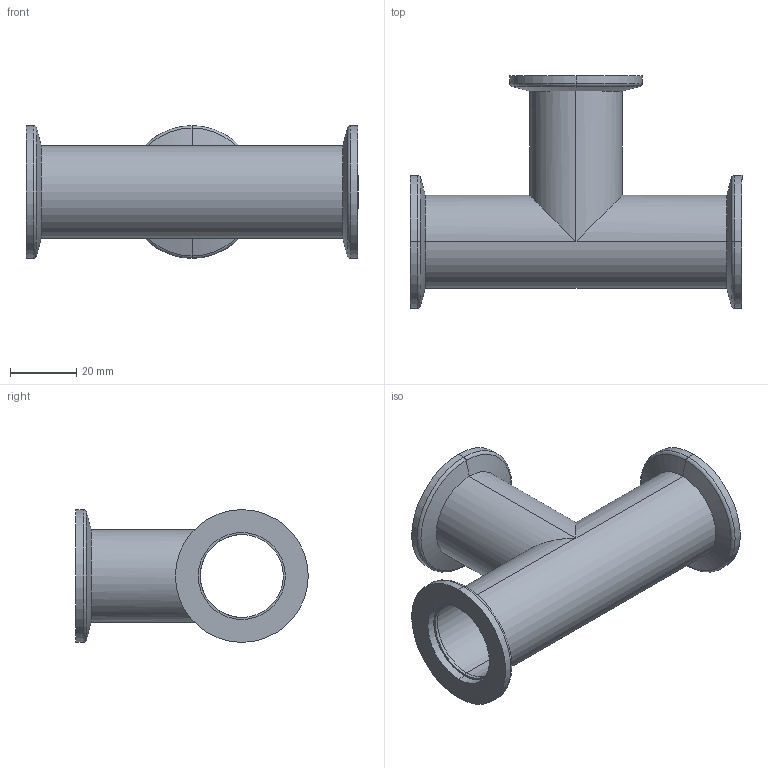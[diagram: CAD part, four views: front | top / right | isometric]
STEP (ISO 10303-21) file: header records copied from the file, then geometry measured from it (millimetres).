
FILE_DESCRIPTION (( 'STEP AP214' ), '1' );
FILE_NAME ('Hositrad_KT25-28.STEP', '2017-06-08T08:00:43', ( 'Gebruiker' ), ( '' ), 'SwSTEP 2.0', 'SolidWorks 2017', '' );
FILE_SCHEMA (( 'AUTOMOTIVE_DESIGN' ));
Length unit declared in the file: millimetre
Products named in the file (3): Hositrad_KT25-28; KF25-WS_KF25-28Ws; KF-Tee-Tube-All_KT25-28
Assembly tree (4 placements, depth 2):
  Hositrad_KT25-28
    KF-Tee-Tube-All_KT25-28
    KF25-WS_KF25-28Ws  x3
Bounding box: 100 x 70 x 40 mm (x, y, z)
Volume: 23412.2 mm3; surface area: 27630.5 mm2
Topology: 4 solids, 4 shells, 58 faces, 118 edges, 70 vertices
Faces by surface type: cylinder 34, plane 12, torus 6, cone 6
Entity records: 880 total; most frequent: DIRECTION 156, CARTESIAN_POINT 139, ORIENTED_EDGE 116, AXIS2_PLACEMENT_3D 67, EDGE_CURVE 58, EDGE_LOOP 34, VERTEX_POINT 34, CIRCLE 32
